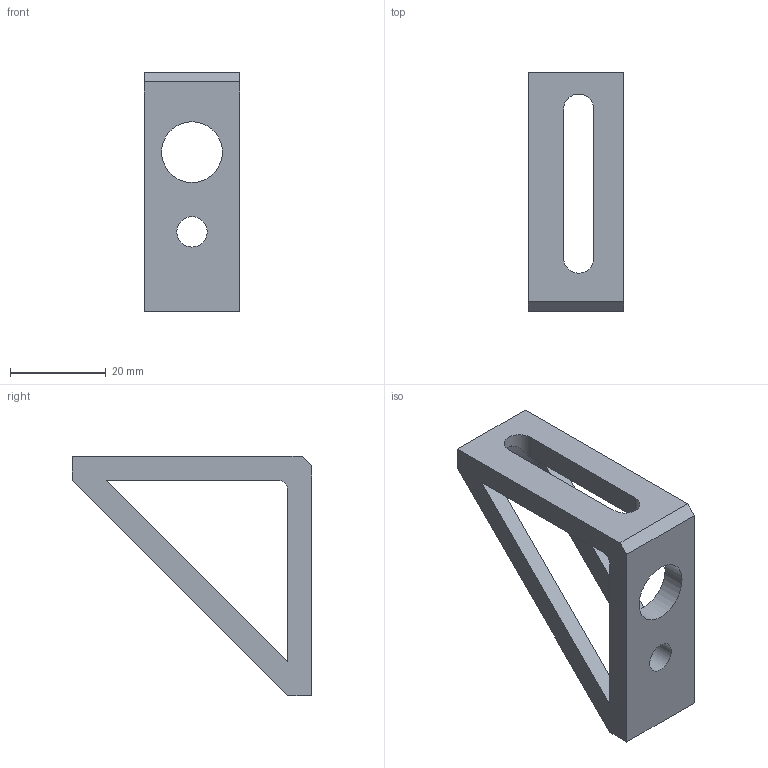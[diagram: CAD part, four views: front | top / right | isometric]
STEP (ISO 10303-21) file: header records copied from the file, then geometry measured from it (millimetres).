
FILE_DESCRIPTION(/* description */ (''),/* implementation_level */ '2;1');
FILE_NAME(/* name */ 'Part7.stp',/* time_stamp */ '2020-07-16T11:22:27-04:00',/* author */ ('Joshua Crafts'),/* organization */ (''),/* preprocessor_version */ 'ST-DEVELOPER v18',/* originating_system */ 'Autodesk Inventor 2020',/* authorisation */ '');
FILE_SCHEMA (('AUTOMOTIVE_DESIGN { 1 0 10303 214 3 1 1 }'));
Length unit declared in the file: millimetre
Products named in the file (1): Part7
Bounding box: 20 x 50 x 50 mm (x, y, z)
Volume: 9668.8 mm3; surface area: 6802.7 mm2
Topology: 1 solids, 1 shells, 25 faces, 73 edges, 48 vertices
Faces by surface type: plane 18, cylinder 7
Full cylindrical faces by diameter (mm): 6.35 x1, 12.7 x1
Entity records: 894 total; most frequent: DIRECTION 147, CARTESIAN_POINT 147, ORIENTED_EDGE 146, EDGE_CURVE 73, LINE 51, VECTOR 51, VERTEX_POINT 48, AXIS2_PLACEMENT_3D 48
